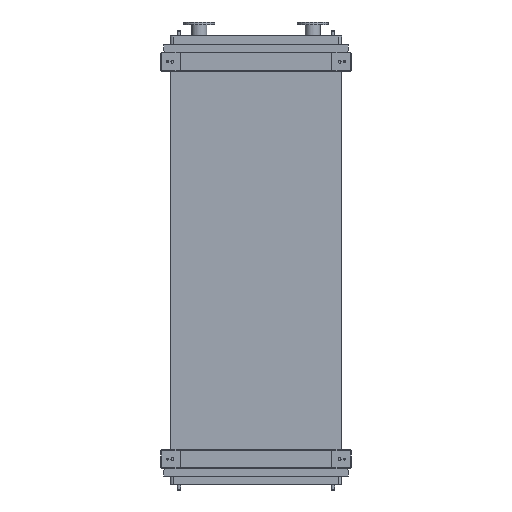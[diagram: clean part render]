
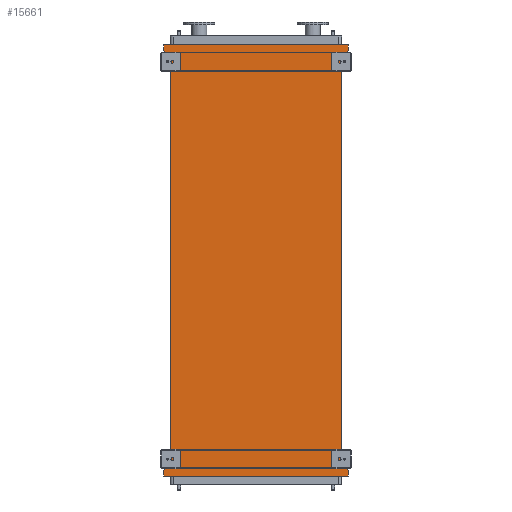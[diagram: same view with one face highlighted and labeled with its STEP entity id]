
A CAD part, front view. The second image highlights one B-rep face of the part: STEP entity #15661.
In plain terms, the highlighted planar face has unit normal (0, -1, 0).
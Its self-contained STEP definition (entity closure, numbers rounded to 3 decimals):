
#330 = CARTESIAN_POINT ( 'NONE',  ( 651., 0., 53. ) ) ;
#870 = VECTOR ( 'NONE', #18362, 1000. ) ;
#1002 = EDGE_CURVE ( 'NONE', #13103, #14811, #2011, .T. ) ;
#1035 = ORIENTED_EDGE ( 'NONE', *, *, #1585, .F. ) ;
#1136 = CARTESIAN_POINT ( 'NONE',  ( -651., 0., 95. ) ) ;
#1336 = ORIENTED_EDGE ( 'NONE', *, *, #21641, .F. ) ;
#1430 = LINE ( 'NONE', #17836, #15800 ) ;
#1454 = EDGE_CURVE ( 'NONE', #10358, #14811, #14919, .T. ) ;
#1582 = CARTESIAN_POINT ( 'NONE',  ( 605., 0., 0. ) ) ;
#1585 = EDGE_CURVE ( 'NONE', #3272, #10358, #3732, .T. ) ;
#1643 = EDGE_CURVE ( 'NONE', #12487, #21893, #18122, .T. ) ;
#1683 = EDGE_CURVE ( 'NONE', #8904, #12487, #2589, .T. ) ;
#1713 = EDGE_CURVE ( 'NONE', #3037, #19852, #12558, .T. ) ;
#1748 = EDGE_CURVE ( 'NONE', #11498, #3037, #16387, .T. ) ;
#1775 = EDGE_CURVE ( 'NONE', #5090, #11498, #1430, .T. ) ;
#1854 = EDGE_CURVE ( 'NONE', #18873, #5090, #5200, .T. ) ;
#1886 = EDGE_CURVE ( 'NONE', #13103, #18873, #15202, .T. ) ;
#1988 = VECTOR ( 'NONE', #15977, 1000. ) ;
#2011 = LINE ( 'NONE', #8936, #870 ) ;
#2192 = ORIENTED_EDGE ( 'NONE', *, *, #1886, .F. ) ;
#2589 = LINE ( 'NONE', #17685, #17541 ) ;
#2853 = CARTESIAN_POINT ( 'NONE',  ( -651., 0., -2903. ) ) ;
#3037 = VERTEX_POINT ( 'NONE', #7185 ) ;
#3272 = VERTEX_POINT ( 'NONE', #9762 ) ;
#3732 = LINE ( 'NONE', #15729, #13152 ) ;
#4590 = LINE ( 'NONE', #7411, #23412 ) ;
#4633 = VECTOR ( 'NONE', #18571, 1000. ) ;
#5090 = VERTEX_POINT ( 'NONE', #21446 ) ;
#5200 = LINE ( 'NONE', #23696, #19614 ) ;
#5600 = DIRECTION ( 'NONE',  ( 0., -1., 0. ) ) ;
#6140 = CARTESIAN_POINT ( 'NONE',  ( -605., 0., -2850. ) ) ;
#6346 = VECTOR ( 'NONE', #23548, 1000. ) ;
#6557 = CARTESIAN_POINT ( 'NONE',  ( -651., 0., -2945. ) ) ;
#6813 = ORIENTED_EDGE ( 'NONE', *, *, #1713, .F. ) ;
#7185 = CARTESIAN_POINT ( 'NONE',  ( -651., 0., -2903. ) ) ;
#7411 = CARTESIAN_POINT ( 'NONE',  ( -651., 0., 95. ) ) ;
#7670 = ORIENTED_EDGE ( 'NONE', *, *, #1643, .F. ) ;
#7990 = ORIENTED_EDGE ( 'NONE', *, *, #1775, .F. ) ;
#8091 = VECTOR ( 'NONE', #12102, 1000. ) ;
#8904 = VERTEX_POINT ( 'NONE', #10578 ) ;
#8936 = CARTESIAN_POINT ( 'NONE',  ( 605., 0., -2850. ) ) ;
#9256 = CARTESIAN_POINT ( 'NONE',  ( -605., 0., -2850. ) ) ;
#9762 = CARTESIAN_POINT ( 'NONE',  ( 651., 0., 95. ) ) ;
#9814 = CARTESIAN_POINT ( 'NONE',  ( -651., 0., -2945. ) ) ;
#10281 = DIRECTION ( 'NONE',  ( -0.655, 0., 0.755 ) ) ;
#10358 = VERTEX_POINT ( 'NONE', #13784 ) ;
#10578 = CARTESIAN_POINT ( 'NONE',  ( -605., 0., 0. ) ) ;
#10972 = ORIENTED_EDGE ( 'NONE', *, *, #1854, .F. ) ;
#11482 = AXIS2_PLACEMENT_3D ( 'NONE', #9256, #5600, #18739 ) ;
#11498 = VERTEX_POINT ( 'NONE', #9814 ) ;
#11840 = ORIENTED_EDGE ( 'NONE', *, *, #1748, .F. ) ;
#12101 = LINE ( 'NONE', #22819, #20972 ) ;
#12102 = DIRECTION ( 'NONE',  ( 0., 0., 1. ) ) ;
#12487 = VERTEX_POINT ( 'NONE', #14901 ) ;
#12558 = LINE ( 'NONE', #2853, #1988 ) ;
#13103 = VERTEX_POINT ( 'NONE', #17632 ) ;
#13152 = VECTOR ( 'NONE', #17608, 1000. ) ;
#13730 = FACE_OUTER_BOUND ( 'NONE', #15806, .T. ) ;
#13784 = CARTESIAN_POINT ( 'NONE',  ( 651., 0., 53. ) ) ;
#14238 = EDGE_CURVE ( 'NONE', #21893, #3272, #4590, .T. ) ;
#14599 = CARTESIAN_POINT ( 'NONE',  ( 605., 0., -2850. ) ) ;
#14811 = VERTEX_POINT ( 'NONE', #1582 ) ;
#14901 = CARTESIAN_POINT ( 'NONE',  ( -651., 0., 53. ) ) ;
#14919 = LINE ( 'NONE', #330, #24299 ) ;
#15202 = LINE ( 'NONE', #14599, #4633 ) ;
#15661 = ADVANCED_FACE ( 'NONE', ( #13730 ), #16878, .T. ) ;
#15729 = CARTESIAN_POINT ( 'NONE',  ( 651., 0., 95. ) ) ;
#15800 = VECTOR ( 'NONE', #23621, 1000. ) ;
#15806 = EDGE_LOOP ( 'NONE', ( #17420, #23615, #1035, #17138, #7670, #18888, #1336, #6813, #11840, #7990, #10972, #2192 ) ) ;
#15977 = DIRECTION ( 'NONE',  ( 0.655, 0., 0.755 ) ) ;
#16387 = LINE ( 'NONE', #6557, #6346 ) ;
#16878 = PLANE ( 'NONE',  #11482 ) ;
#17138 = ORIENTED_EDGE ( 'NONE', *, *, #14238, .F. ) ;
#17206 = DIRECTION ( 'NONE',  ( -0.655, 0., -0.755 ) ) ;
#17420 = ORIENTED_EDGE ( 'NONE', *, *, #1002, .T. ) ;
#17541 = VECTOR ( 'NONE', #10281, 1000. ) ;
#17608 = DIRECTION ( 'NONE',  ( 0., 0., -1. ) ) ;
#17632 = CARTESIAN_POINT ( 'NONE',  ( 605., 0., -2850. ) ) ;
#17685 = CARTESIAN_POINT ( 'NONE',  ( -605., 0., 0. ) ) ;
#17836 = CARTESIAN_POINT ( 'NONE',  ( 651., 0., -2945. ) ) ;
#18122 = LINE ( 'NONE', #19594, #8091 ) ;
#18362 = DIRECTION ( 'NONE',  ( 0., 0., 1. ) ) ;
#18571 = DIRECTION ( 'NONE',  ( 0.655, 0., -0.755 ) ) ;
#18739 = DIRECTION ( 'NONE',  ( 0., 0., -1. ) ) ;
#18873 = VERTEX_POINT ( 'NONE', #22412 ) ;
#18888 = ORIENTED_EDGE ( 'NONE', *, *, #1683, .F. ) ;
#19065 = DIRECTION ( 'NONE',  ( 0., 0., 1. ) ) ;
#19594 = CARTESIAN_POINT ( 'NONE',  ( -651., 0., 53. ) ) ;
#19614 = VECTOR ( 'NONE', #20174, 1000. ) ;
#19852 = VERTEX_POINT ( 'NONE', #6140 ) ;
#20174 = DIRECTION ( 'NONE',  ( 0., 0., -1. ) ) ;
#20664 = DIRECTION ( 'NONE',  ( 1., 0., 0. ) ) ;
#20972 = VECTOR ( 'NONE', #19065, 1000. ) ;
#21446 = CARTESIAN_POINT ( 'NONE',  ( 651., 0., -2945. ) ) ;
#21641 = EDGE_CURVE ( 'NONE', #19852, #8904, #12101, .T. ) ;
#21893 = VERTEX_POINT ( 'NONE', #1136 ) ;
#22412 = CARTESIAN_POINT ( 'NONE',  ( 651., 0., -2903. ) ) ;
#22819 = CARTESIAN_POINT ( 'NONE',  ( -605., 0., -2850. ) ) ;
#23412 = VECTOR ( 'NONE', #20664, 1000. ) ;
#23548 = DIRECTION ( 'NONE',  ( 0., 0., 1. ) ) ;
#23615 = ORIENTED_EDGE ( 'NONE', *, *, #1454, .F. ) ;
#23621 = DIRECTION ( 'NONE',  ( -1., 0., 0. ) ) ;
#23696 = CARTESIAN_POINT ( 'NONE',  ( 651., 0., -2903. ) ) ;
#24299 = VECTOR ( 'NONE', #17206, 1000. ) ;
